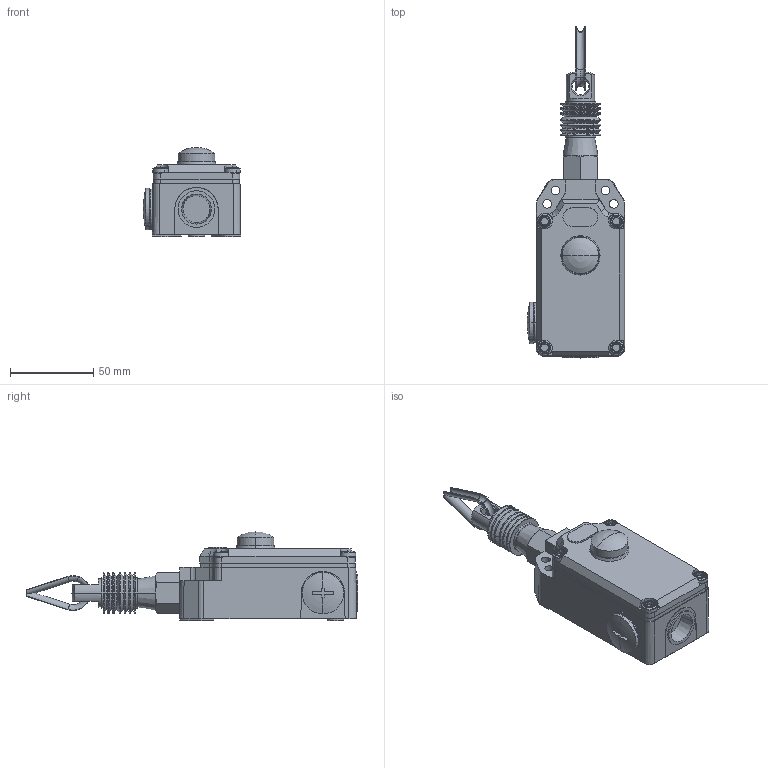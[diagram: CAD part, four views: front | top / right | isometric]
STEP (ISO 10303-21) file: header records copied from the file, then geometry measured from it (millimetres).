
FILE_DESCRIPTION(('STEP AP214'),'1');
FILE_NAME('cctmp_051B51D0-FFFC-4DAF-957E-65B9B7A42BB5_2023_07_21_12_43_57_0140..stp','2023-07-21T10:43:57',('SIEMENS A&D'),('CADClick - www.CADClick.com'),'Spatial InterOp 3D postprocessed',' ','unknown authorization');
FILE_SCHEMA(('AUTOMOTIVE_DESIGN'));
Length unit declared in the file: millimetre
Products named in the file (3): cc_unnamed; 2023_07_21_12_43_57_0107; 2023_07_21_12_43_57_0103
Assembly tree (2 placements, depth 2):
  cc_unnamed
    2023_07_21_12_43_57_0107
    2023_07_21_12_43_57_0103
Bounding box: 58.45 x 199.36 x 53.5 mm (x, y, z)
Volume: 231615.5 mm3; surface area: 38438.2 mm2
Topology: 2 solids, 7 shells, 537 faces, 1352 edges, 854 vertices
Faces by surface type: plane 214, cylinder 161, torus 86, cone 64, sphere 12
Entity records: 18259 total; most frequent: CARTESIAN_POINT 3273, DIRECTION 2973, ORIENTED_EDGE 2696, EDGE_CURVE 1348, AXIS2_PLACEMENT_3D 1150, VERTEX_POINT 854, LINE 673, VECTOR 673
